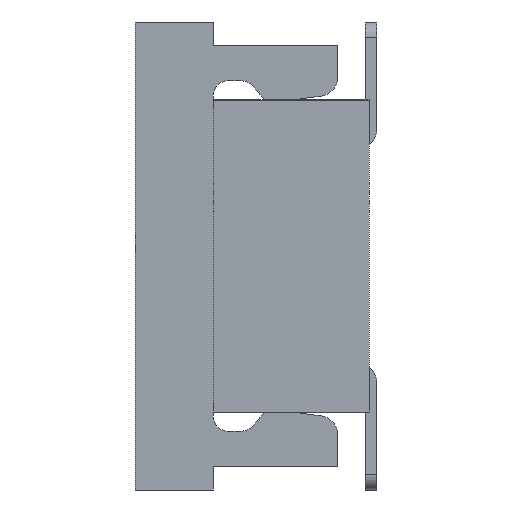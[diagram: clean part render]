
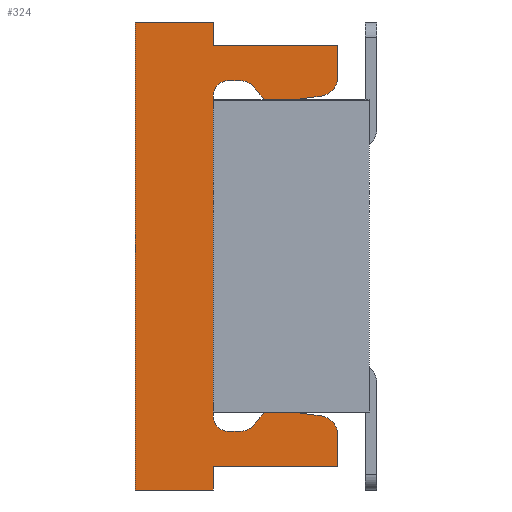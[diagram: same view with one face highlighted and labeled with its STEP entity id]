
A CAD part, left-side view. The second image highlights one B-rep face of the part: STEP entity #324.
In plain terms, the highlighted planar face has unit normal (-1, 0, 0).
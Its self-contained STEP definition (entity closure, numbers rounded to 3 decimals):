
#35=CARTESIAN_POINT('',(18.,3.,-5.));
#36=VERTEX_POINT('',#35);
#37=CARTESIAN_POINT('',(18.,4.,-5.));
#38=VERTEX_POINT('',#37);
#39=CARTESIAN_POINT('',(18.,3.,-5.));
#40=DIRECTION('',(0.,1.,0.));
#41=VECTOR('',#40,1.);
#42=LINE('',#39,#41);
#43=EDGE_CURVE('',#36,#38,#42,.T.);
#83=CARTESIAN_POINT('',(18.,3.,-4.7));
#84=VERTEX_POINT('',#83);
#91=CARTESIAN_POINT('',(18.,3.,-4.7));
#92=DIRECTION('',(0.,0.,-1.));
#93=VECTOR('',#92,0.3);
#94=LINE('',#91,#93);
#95=EDGE_CURVE('',#84,#36,#94,.T.);
#101=CARTESIAN_POINT('',(18.,4.,-5.));
#102=DIRECTION('',(0.,-1.,0.));
#103=DIRECTION('',(-1.,0.,0.));
#104=AXIS2_PLACEMENT_3D('',#101,#103,#102);
#105=PLANE('',#104);
#106=CARTESIAN_POINT('',(18.,2.8,0.25));
#107=VERTEX_POINT('',#106);
#108=CARTESIAN_POINT('',(18.,2.665,0.25));
#109=VERTEX_POINT('',#108);
#110=CARTESIAN_POINT('',(18.,2.8,0.25));
#111=DIRECTION('',(0.,-1.,0.));
#112=VECTOR('',#111,0.135);
#113=LINE('',#110,#112);
#114=EDGE_CURVE('',#107,#109,#113,.T.);
#115=ORIENTED_EDGE('',*,*,#114,.T.);
#116=CARTESIAN_POINT('',(18.,2.468,0.154));
#117=VERTEX_POINT('',#116);
#118=CARTESIAN_POINT('',(18.,2.665,0.));
#119=DIRECTION('',(0.,0.,1.));
#120=DIRECTION('',(1.,0.,0.));
#121=AXIS2_PLACEMENT_3D('',#118,#120,#119);
#122=CIRCLE('',#121,0.25);
#123=EDGE_CURVE('',#109,#117,#122,.T.);
#124=ORIENTED_EDGE('',*,*,#123,.T.);
#125=CARTESIAN_POINT('',(18.,2.399,0.066));
#126=VERTEX_POINT('',#125);
#127=CARTESIAN_POINT('',(18.,2.468,0.154));
#128=DIRECTION('',(0.,-0.616,-0.788));
#129=VECTOR('',#128,0.111);
#130=LINE('',#127,#129);
#131=EDGE_CURVE('',#117,#126,#130,.T.);
#132=ORIENTED_EDGE('',*,*,#131,.T.);
#133=CARTESIAN_POINT('',(18.,2.321,0.));
#134=VERTEX_POINT('',#133);
#135=CARTESIAN_POINT('',(18.,2.202,0.22));
#136=DIRECTION('',(0.,0.788,-0.616));
#137=DIRECTION('',(-1.,0.,0.));
#138=AXIS2_PLACEMENT_3D('',#135,#137,#136);
#139=CIRCLE('',#138,0.25);
#140=EDGE_CURVE('',#126,#134,#139,.T.);
#141=ORIENTED_EDGE('',*,*,#140,.T.);
#142=CARTESIAN_POINT('',(18.,1.971,0.));
#143=VERTEX_POINT('',#142);
#144=CARTESIAN_POINT('',(18.,1.971,0.));
#145=DIRECTION('',(0.,1.,0.));
#146=VECTOR('',#145,0.35);
#147=LINE('',#144,#146);
#148=EDGE_CURVE('',#143,#134,#147,.T.);
#149=ORIENTED_EDGE('',*,*,#148,.F.);
#150=CARTESIAN_POINT('',(18.,1.615,0.05));
#151=VERTEX_POINT('',#150);
#152=CARTESIAN_POINT('',(18.,1.971,0.));
#153=DIRECTION('',(0.,-0.99,0.139));
#154=VECTOR('',#153,0.359);
#155=LINE('',#152,#154);
#156=EDGE_CURVE('',#143,#151,#155,.T.);
#157=ORIENTED_EDGE('',*,*,#156,.T.);
#158=CARTESIAN_POINT('',(18.,1.4,0.298));
#159=VERTEX_POINT('',#158);
#160=CARTESIAN_POINT('',(18.,1.65,0.298));
#161=DIRECTION('',(0.,-0.139,-0.99));
#162=DIRECTION('',(-1.,0.,0.));
#163=AXIS2_PLACEMENT_3D('',#160,#162,#161);
#164=CIRCLE('',#163,0.25);
#165=EDGE_CURVE('',#151,#159,#164,.T.);
#166=ORIENTED_EDGE('',*,*,#165,.T.);
#167=CARTESIAN_POINT('',(18.,1.4,0.7));
#168=VERTEX_POINT('',#167);
#169=CARTESIAN_POINT('',(18.,1.4,0.298));
#170=DIRECTION('',(0.,0.,1.));
#171=VECTOR('',#170,0.402);
#172=LINE('',#169,#171);
#173=EDGE_CURVE('',#159,#168,#172,.T.);
#174=ORIENTED_EDGE('',*,*,#173,.T.);
#175=CARTESIAN_POINT('',(18.,3.,0.7));
#176=VERTEX_POINT('',#175);
#177=CARTESIAN_POINT('',(18.,1.4,0.7));
#178=DIRECTION('',(0.,1.,0.));
#179=VECTOR('',#178,1.6);
#180=LINE('',#177,#179);
#181=EDGE_CURVE('',#168,#176,#180,.T.);
#182=ORIENTED_EDGE('',*,*,#181,.T.);
#183=CARTESIAN_POINT('',(18.,3.,1.));
#184=VERTEX_POINT('',#183);
#185=CARTESIAN_POINT('',(18.,3.,0.7));
#186=DIRECTION('',(0.,0.,1.));
#187=VECTOR('',#186,0.3);
#188=LINE('',#185,#187);
#189=EDGE_CURVE('',#176,#184,#188,.T.);
#190=ORIENTED_EDGE('',*,*,#189,.T.);
#191=CARTESIAN_POINT('',(18.,4.,1.));
#192=VERTEX_POINT('',#191);
#193=CARTESIAN_POINT('',(18.,3.,1.));
#194=DIRECTION('',(0.,1.,0.));
#195=VECTOR('',#194,1.);
#196=LINE('',#193,#195);
#197=EDGE_CURVE('',#184,#192,#196,.T.);
#198=ORIENTED_EDGE('',*,*,#197,.T.);
#199=CARTESIAN_POINT('',(18.,4.,1.));
#200=DIRECTION('',(0.,0.,-1.));
#201=VECTOR('',#200,6.);
#202=LINE('',#199,#201);
#203=EDGE_CURVE('',#192,#38,#202,.T.);
#204=ORIENTED_EDGE('',*,*,#203,.T.);
#205=ORIENTED_EDGE('',*,*,#43,.F.);
#206=ORIENTED_EDGE('',*,*,#95,.F.);
#207=CARTESIAN_POINT('',(18.,1.4,-4.7));
#208=VERTEX_POINT('',#207);
#209=CARTESIAN_POINT('',(18.,3.,-4.7));
#210=DIRECTION('',(0.,-1.,0.));
#211=VECTOR('',#210,1.6);
#212=LINE('',#209,#211);
#213=EDGE_CURVE('',#84,#208,#212,.T.);
#214=ORIENTED_EDGE('',*,*,#213,.T.);
#215=CARTESIAN_POINT('',(18.,1.4,-4.298));
#216=VERTEX_POINT('',#215);
#217=CARTESIAN_POINT('',(18.,1.4,-4.7));
#218=DIRECTION('',(0.,0.,1.));
#219=VECTOR('',#218,0.402);
#220=LINE('',#217,#219);
#221=EDGE_CURVE('',#208,#216,#220,.T.);
#222=ORIENTED_EDGE('',*,*,#221,.T.);
#223=CARTESIAN_POINT('',(18.,1.615,-4.05));
#224=VERTEX_POINT('',#223);
#225=CARTESIAN_POINT('',(18.,1.65,-4.298));
#226=DIRECTION('',(0.,-1.,0.));
#227=DIRECTION('',(-1.,0.,0.));
#228=AXIS2_PLACEMENT_3D('',#225,#227,#226);
#229=CIRCLE('',#228,0.25);
#230=EDGE_CURVE('',#216,#224,#229,.T.);
#231=ORIENTED_EDGE('',*,*,#230,.T.);
#232=CARTESIAN_POINT('',(18.,1.971,-4.));
#233=VERTEX_POINT('',#232);
#234=CARTESIAN_POINT('',(18.,1.615,-4.05));
#235=DIRECTION('',(0.,0.99,0.139));
#236=VECTOR('',#235,0.359);
#237=LINE('',#234,#236);
#238=EDGE_CURVE('',#224,#233,#237,.T.);
#239=ORIENTED_EDGE('',*,*,#238,.T.);
#240=CARTESIAN_POINT('',(18.,2.321,-4.));
#241=VERTEX_POINT('',#240);
#242=CARTESIAN_POINT('',(18.,2.321,-4.));
#243=DIRECTION('',(0.,-1.,0.));
#244=VECTOR('',#243,0.35);
#245=LINE('',#242,#244);
#246=EDGE_CURVE('',#241,#233,#245,.T.);
#247=ORIENTED_EDGE('',*,*,#246,.F.);
#248=CARTESIAN_POINT('',(18.,2.399,-4.066));
#249=VERTEX_POINT('',#248);
#250=CARTESIAN_POINT('',(18.,2.202,-4.22));
#251=DIRECTION('',(0.,0.475,0.88));
#252=DIRECTION('',(-1.,0.,0.));
#253=AXIS2_PLACEMENT_3D('',#250,#252,#251);
#254=CIRCLE('',#253,0.25);
#255=EDGE_CURVE('',#241,#249,#254,.T.);
#256=ORIENTED_EDGE('',*,*,#255,.T.);
#257=CARTESIAN_POINT('',(18.,2.468,-4.154));
#258=VERTEX_POINT('',#257);
#259=CARTESIAN_POINT('',(18.,2.399,-4.066));
#260=DIRECTION('',(0.,0.616,-0.788));
#261=VECTOR('',#260,0.111);
#262=LINE('',#259,#261);
#263=EDGE_CURVE('',#249,#258,#262,.T.);
#264=ORIENTED_EDGE('',*,*,#263,.T.);
#265=CARTESIAN_POINT('',(18.,2.665,-4.25));
#266=VERTEX_POINT('',#265);
#267=CARTESIAN_POINT('',(18.,2.665,-4.));
#268=DIRECTION('',(0.,-0.788,-0.616));
#269=DIRECTION('',(1.,0.,0.));
#270=AXIS2_PLACEMENT_3D('',#267,#269,#268);
#271=CIRCLE('',#270,0.25);
#272=EDGE_CURVE('',#258,#266,#271,.T.);
#273=ORIENTED_EDGE('',*,*,#272,.T.);
#274=CARTESIAN_POINT('',(18.,2.8,-4.25));
#275=VERTEX_POINT('',#274);
#276=CARTESIAN_POINT('',(18.,2.665,-4.25));
#277=DIRECTION('',(0.,1.,0.));
#278=VECTOR('',#277,0.135);
#279=LINE('',#276,#278);
#280=EDGE_CURVE('',#266,#275,#279,.T.);
#281=ORIENTED_EDGE('',*,*,#280,.T.);
#282=CARTESIAN_POINT('',(18.,3.,-4.05));
#283=VERTEX_POINT('',#282);
#284=CARTESIAN_POINT('',(18.,2.8,-4.05));
#285=DIRECTION('',(0.,0.,-1.));
#286=DIRECTION('',(1.,0.,0.));
#287=AXIS2_PLACEMENT_3D('',#284,#286,#285);
#288=CIRCLE('',#287,0.2);
#289=EDGE_CURVE('',#275,#283,#288,.T.);
#290=ORIENTED_EDGE('',*,*,#289,.T.);
#291=CARTESIAN_POINT('',(18.,3.,-4.));
#292=VERTEX_POINT('',#291);
#293=CARTESIAN_POINT('',(18.,3.,-4.05));
#294=DIRECTION('',(0.,0.,1.));
#295=VECTOR('',#294,0.05);
#296=LINE('',#293,#295);
#297=EDGE_CURVE('',#283,#292,#296,.T.);
#298=ORIENTED_EDGE('',*,*,#297,.T.);
#299=CARTESIAN_POINT('',(18.,3.,0.));
#300=VERTEX_POINT('',#299);
#301=CARTESIAN_POINT('',(18.,3.,-4.));
#302=DIRECTION('',(0.,0.,1.));
#303=VECTOR('',#302,4.);
#304=LINE('',#301,#303);
#305=EDGE_CURVE('',#292,#300,#304,.T.);
#306=ORIENTED_EDGE('',*,*,#305,.T.);
#307=CARTESIAN_POINT('',(18.,3.,0.05));
#308=VERTEX_POINT('',#307);
#309=CARTESIAN_POINT('',(18.,3.,0.));
#310=DIRECTION('',(0.,0.,1.));
#311=VECTOR('',#310,0.05);
#312=LINE('',#309,#311);
#313=EDGE_CURVE('',#300,#308,#312,.T.);
#314=ORIENTED_EDGE('',*,*,#313,.T.);
#315=CARTESIAN_POINT('',(18.,2.8,0.05));
#316=DIRECTION('',(0.,1.,0.));
#317=DIRECTION('',(1.,0.,0.));
#318=AXIS2_PLACEMENT_3D('',#315,#317,#316);
#319=CIRCLE('',#318,0.2);
#320=EDGE_CURVE('',#308,#107,#319,.T.);
#321=ORIENTED_EDGE('',*,*,#320,.T.);
#322=EDGE_LOOP('',(#115,#124,#132,#141,#149,#157,#166,#174,#182,#190,#198,#204,#205,#206,#214,#222,#231,#239,#247,#256,#264,#273,#281,#290,#298,#306,#314,#321));
#323=FACE_OUTER_BOUND('',#322,.T.);
#324=ADVANCED_FACE('',(#323),#105,.T.);
